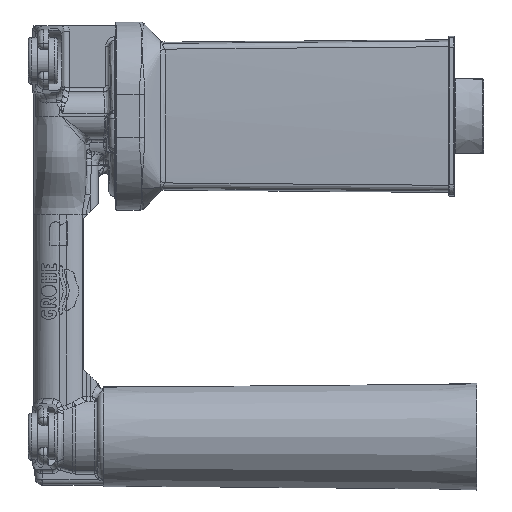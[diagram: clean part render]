
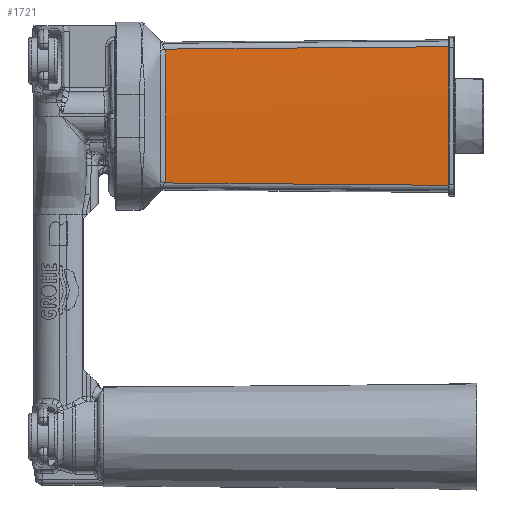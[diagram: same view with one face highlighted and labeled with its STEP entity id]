
A CAD part, top view. The second image highlights one B-rep face of the part: STEP entity #1721.
In plain terms, the highlighted conical face has half-angle 0.5 degrees and reference radius 501.028 mm.
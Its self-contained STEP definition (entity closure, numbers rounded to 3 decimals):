
#936=B_SPLINE_CURVE_WITH_KNOTS('',3,(#18258,#18259,#18260,#18261,#18262,#18263,#18264,#18265,#18266,#18267,#18268,#18269,#18270,#18271,#18272,#18273,#18274,#18275,#18276,#18277,#18278,#18279,#18280,#18281,#18282,#18283,#17344),.UNSPECIFIED.,.F.,.U.,(4,1,1,1,1,1,1,1,1,1,1,1,1,1,1,1,1,1,1,1,1,1,1,1,4),(0.,0.008,0.016,0.027,0.039,0.052,0.065,0.078,0.133,0.188,0.281,0.375,0.469,0.562,0.656,0.75,0.828,0.906,0.929,0.953,0.965,0.977,0.984,0.992,1.),.UNSPECIFIED.);
#952=B_SPLINE_CURVE_WITH_KNOTS('',3,(#17344,#18623,#18624,#18622),.UNSPECIFIED.,.F.,.U.,(4,4),(0.,1.),.UNSPECIFIED.);
#954=B_SPLINE_CURVE_WITH_KNOTS('',3,(#18633,#18634,#18635,#18258),.UNSPECIFIED.,.F.,.U.,(4,4),(0.,1.),.UNSPECIFIED.);
#1586=CONICAL_SURFACE('',#31458,501.028,0.5);
#1721=ADVANCED_FACE('extract',(#2460),#1586,.T.);
#2460=FACE_OUTER_BOUND('',#11332,.T.);
#3196=CIRCLE('',#31459,501.882);
#4136=ORIENTED_EDGE('',*,*,#7626,.T.);
#4137=ORIENTED_EDGE('',*,*,#7606,.T.);
#4138=ORIENTED_EDGE('',*,*,#7624,.T.);
#4139=ORIENTED_EDGE('',*,*,#7627,.T.);
#7606=EDGE_CURVE('377',#10340,#10337,#936,.T.);
#7624=EDGE_CURVE('395',#10337,#10350,#952,.T.);
#7626=EDGE_CURVE('397',#10351,#10340,#954,.T.);
#7627=EDGE_CURVE('398',#10350,#10351,#3196,.T.);
#10337=VERTEX_POINT('274',#17344);
#10340=VERTEX_POINT('277',#18258);
#10350=VERTEX_POINT('287',#18622);
#10351=VERTEX_POINT('288',#18633);
#11332=EDGE_LOOP('',(#4136,#4137,#4138,#4139));
#17344=CARTESIAN_POINT('',(30.807,-22.966,24.872));
#18258=CARTESIAN_POINT('',(30.8,22.966,24.872));
#18259=CARTESIAN_POINT('',(30.836,22.852,24.878));
#18260=CARTESIAN_POINT('',(30.909,22.623,24.889));
#18261=CARTESIAN_POINT('',(30.992,22.211,24.908));
#18262=CARTESIAN_POINT('',(31.048,21.734,24.93));
#18263=CARTESIAN_POINT('',(31.063,21.175,24.954));
#18264=CARTESIAN_POINT('',(31.059,20.596,24.978));
#18265=CARTESIAN_POINT('',(31.059,19.998,25.002));
#18266=CARTESIAN_POINT('',(31.059,18.761,25.051));
#18267=CARTESIAN_POINT('',(31.061,16.886,25.119));
#18268=CARTESIAN_POINT('',(31.065,13.775,25.216));
#18269=CARTESIAN_POINT('',(31.07,10.064,25.307));
#18270=CARTESIAN_POINT('',(31.075,5.753,25.375));
#18271=CARTESIAN_POINT('',(31.077,1.442,25.406));
#18272=CARTESIAN_POINT('',(31.077,-2.869,25.399));
#18273=CARTESIAN_POINT('',(31.074,-7.179,25.356));
#18274=CARTESIAN_POINT('',(31.07,-11.25,25.28));
#18275=CARTESIAN_POINT('',(31.059,-15.08,25.179));
#18276=CARTESIAN_POINT('',(31.067,-17.834,25.086));
#18277=CARTESIAN_POINT('',(31.052,-19.752,25.012));
#18278=CARTESIAN_POINT('',(31.069,-20.653,24.976));
#18279=CARTESIAN_POINT('',(31.064,-21.375,24.945));
#18280=CARTESIAN_POINT('',(31.035,-21.856,24.924));
#18281=CARTESIAN_POINT('',(30.98,-22.272,24.905));
#18282=CARTESIAN_POINT('',(30.912,-22.624,24.889));
#18283=CARTESIAN_POINT('',(30.842,-22.852,24.878));
#18622=CARTESIAN_POINT('',(128.2,-23.782,25.685));
#18623=CARTESIAN_POINT('',(63.271,-23.238,25.144));
#18624=CARTESIAN_POINT('',(95.736,-23.51,25.415));
#18632=CARTESIAN_POINT('',(30.3,0.,-475.633));
#18633=CARTESIAN_POINT('',(128.2,23.782,25.685));
#18634=CARTESIAN_POINT('',(95.733,23.51,25.415));
#18635=CARTESIAN_POINT('',(63.267,23.238,25.144));
#18636=CARTESIAN_POINT('',(128.2,0.,-475.633));
#31458=AXIS2_PLACEMENT_3D('',#18632,#32265,#32372);
#31459=AXIS2_PLACEMENT_3D('',#18636,#32266,#32373);
#32265=DIRECTION('',(1.,0.,0.));
#32266=DIRECTION('',(-1.,0.,0.));
#32372=DIRECTION('',(0.,0.048,0.999));
#32373=DIRECTION('',(0.,-0.047,0.999));
